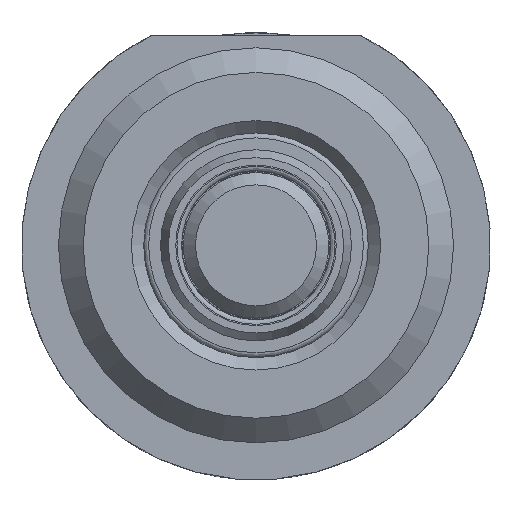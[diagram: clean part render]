
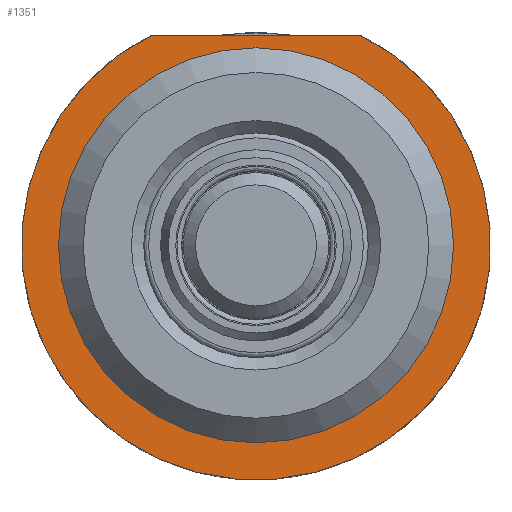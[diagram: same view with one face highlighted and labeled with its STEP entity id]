
A CAD part, front view. The second image highlights one B-rep face of the part: STEP entity #1351.
In plain terms, the highlighted planar face has unit normal (0, -1, 0).
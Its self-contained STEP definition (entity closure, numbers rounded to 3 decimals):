
#1025=CARTESIAN_POINT('',(-4.243,-49.5,8.5));
#1026=VERTEX_POINT('',#1025);
#1027=CARTESIAN_POINT('',(4.243,-49.5,8.5));
#1028=VERTEX_POINT('',#1027);
#1029=CARTESIAN_POINT('',(-4.243,-49.5,8.5));
#1030=DIRECTION('',(1.0,0.0,0.0));
#1031=VECTOR('',#1030,8.485);
#1032=LINE('',#1029,#1031);
#1033=EDGE_CURVE('',#1026,#1028,#1032,.T.);
#1084=CARTESIAN_POINT('',(0.,-49.5,0.));
#1085=DIRECTION('',(0.0,1.0,0.0));
#1086=DIRECTION('',(-0.447,0.0,0.895));
#1087=AXIS2_PLACEMENT_3D('',#1084,#1085,#1086);
#1088=CIRCLE('',#1087,9.5);
#1089=EDGE_CURVE('',#1028,#1026,#1088,.T.);
#1312=CARTESIAN_POINT('',(0.,-49.5,8.));
#1313=VERTEX_POINT('',#1312);
#1314=CARTESIAN_POINT('',(0.,-49.5,0.));
#1315=DIRECTION('',(0.0,1.0,0.0));
#1316=DIRECTION('',(0.0,0.0,1.0));
#1317=AXIS2_PLACEMENT_3D('',#1314,#1315,#1316);
#1318=CIRCLE('',#1317,8.0);
#1319=EDGE_CURVE('',#1313,#1313,#1318,.T.);
#1339=CARTESIAN_POINT('',(0.,-49.5,0.672));
#1340=DIRECTION('',(0.0,-1.0,0.0));
#1341=DIRECTION('',(0.0,0.0,-1.0));
#1342=AXIS2_PLACEMENT_3D('',#1339,#1340,#1341);
#1343=PLANE('',#1342);
#1344=ORIENTED_EDGE('',*,*,#1033,.F.);
#1345=ORIENTED_EDGE('',*,*,#1089,.F.);
#1346=EDGE_LOOP('',(#1344,#1345));
#1347=FACE_OUTER_BOUND('',#1346,.T.);
#1348=ORIENTED_EDGE('',*,*,#1319,.T.);
#1349=EDGE_LOOP('',(#1348));
#1350=FACE_BOUND('',#1349,.T.);
#1351=ADVANCED_FACE('',(#1347,#1350),#1343,.T.);
